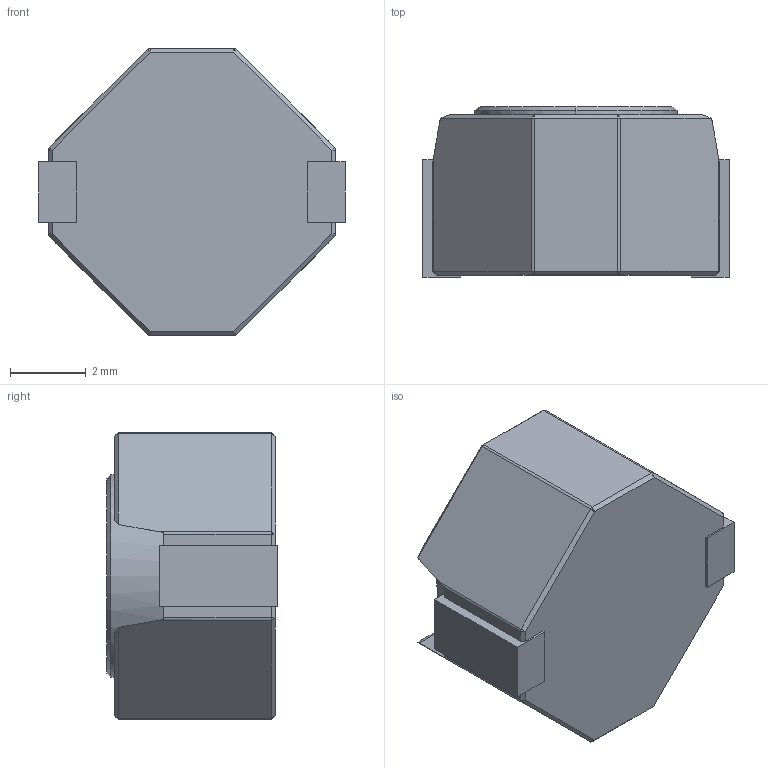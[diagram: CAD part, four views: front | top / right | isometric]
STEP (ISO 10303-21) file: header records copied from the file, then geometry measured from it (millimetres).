
FILE_DESCRIPTION (( 'STEP AP203' ), '1' );
FILE_NAME ('HPmodel_CER7042.STEP', '2025-12-22T00:25:34', ( '' ), ( '' ), 'SwSTEP 2.0', 'SolidWorks 2023', '' );
FILE_SCHEMA (( 'CONFIG_CONTROL_DESIGN' ));
Length unit declared in the file: millimetre
Products named in the file (1): HPmodel_CER7042
Bounding box: 8.1 x 4.5 x 7.6 mm (x, y, z)
Volume: 184.8 mm3; surface area: 201.8 mm2
Topology: 1 solids, 1 shells, 78 faces, 202 edges, 114 vertices
Faces by surface type: plane 50, cone 14, cylinder 14
Entity records: 2305 total; most frequent: CARTESIAN_POINT 451, ORIENTED_EDGE 380, DIRECTION 354, EDGE_CURVE 190, VECTOR 144, LINE 144, VERTEX_POINT 114, AXIS2_PLACEMENT_3D 105
